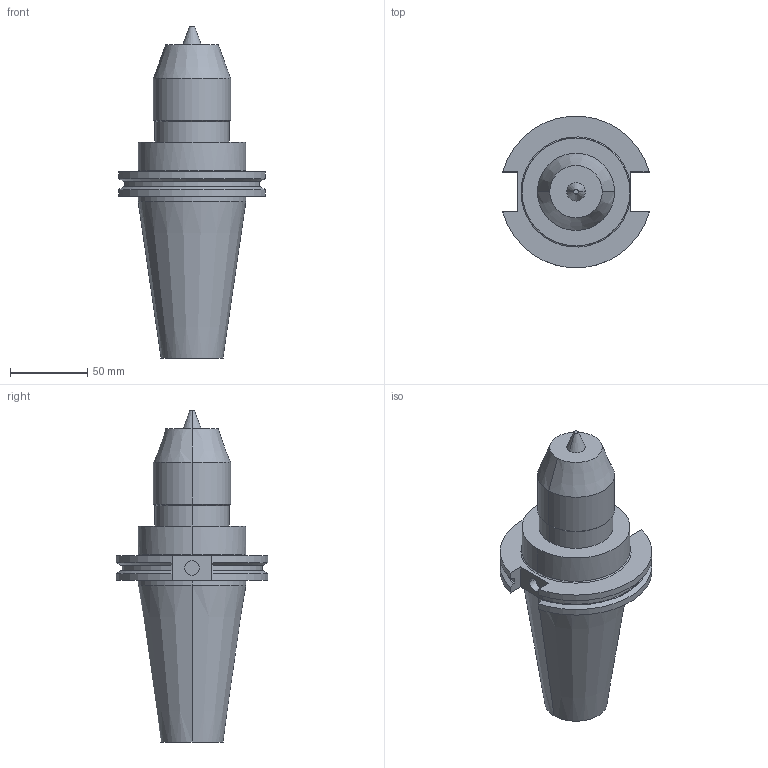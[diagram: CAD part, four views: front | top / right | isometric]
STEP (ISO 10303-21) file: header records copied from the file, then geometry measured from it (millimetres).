
FILE_DESCRIPTION (( 'STEP AP203' ), '1' );
FILE_NAME ('STP-22405.STEP', '2019-04-25T03:38:43', ( '' ), ( '' ), 'SwSTEP 2.0', 'SolidWorks 2017', '' );
FILE_SCHEMA (( 'CONFIG_CONTROL_DESIGN' ));
Length unit declared in the file: millimetre
Products named in the file (1): STP-22405
Bounding box: 94.95 x 98.05 x 215.2 mm (x, y, z)
Volume: 516529.6 mm3; surface area: 58534.1 mm2
Topology: 2 solids, 2 shells, 61 faces, 141 edges, 87 vertices
Faces by surface type: cylinder 22, plane 19, cone 18, torus 1, bspline 1
Entity records: 1844 total; most frequent: CARTESIAN_POINT 363, DIRECTION 312, ORIENTED_EDGE 278, EDGE_CURVE 139, AXIS2_PLACEMENT_3D 122, VERTEX_POINT 87, LINE 68, VECTOR 68
